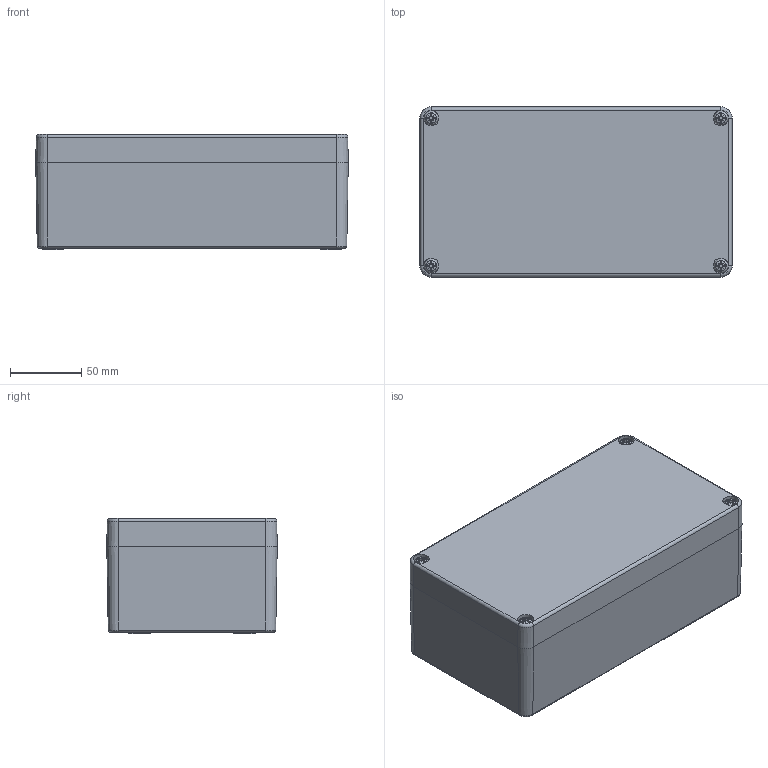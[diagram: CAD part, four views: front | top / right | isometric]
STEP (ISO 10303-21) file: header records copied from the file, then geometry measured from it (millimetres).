
FILE_DESCRIPTION(/* description */ (''),/* implementation_level */ '2;1');
FILE_NAME(/* name */ '0101102200-MBA_221280_VE.stp',/* time_stamp */ '2016-10-20T10:39:26+02:00',/* author */ ('Robin.Rentz'),/* organization */ (''),/* preprocessor_version */ 'ST-DEVELOPER v15.6',/* originating_system */ 'Autodesk Inventor 2015',/* authorisation */ '');
FILE_SCHEMA (('CONFIG_CONTROL_DESIGN'));
Products named in the file (5): 0100102202-UT_221280-221290_VE; 0100102201-OT_221280_VE; 1990000107 Schraube BM 6x25; xxx-O-Ring-MBA_221280; 0101102200-MBA_221280_VE
Bounding box: 220 x 120 x 81 mm (x, y, z)
Volume: 469026.1 mm3; surface area: 232096.5 mm2
Topology: 7 solids, 7 shells, 1436 faces, 3658 edges, 2348 vertices
Faces by surface type: plane 587, bspline 466, cylinder 176, cone 124, torus 78, sphere 5
Full cylindrical faces by diameter (mm): 4.917 x11, 5 x4, 6 x4, 7.2 x5, 7.5 x8, 8 x5, 8.5 x4, 10 x4, 10.2 x4, 11 x4, 12 x2
Entity records: 56647 total; most frequent: CARTESIAN_POINT 27956, ORIENTED_EDGE 6498, DIRECTION 4611, EDGE_CURVE 3249, VERTEX_POINT 2132, LINE 1747, VECTOR 1747, EDGE_LOOP 1521
